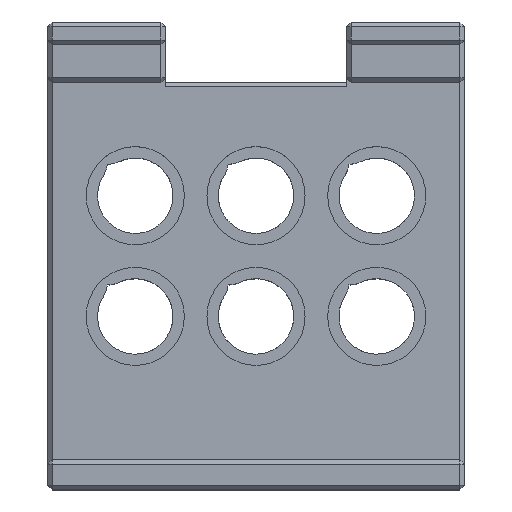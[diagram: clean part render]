
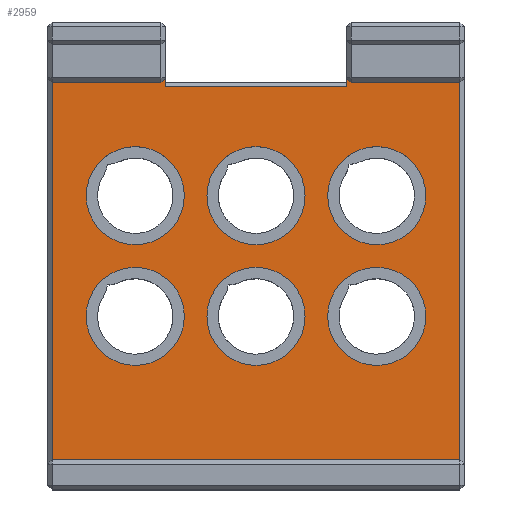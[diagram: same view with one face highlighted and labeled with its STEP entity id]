
A CAD part, top view. The second image highlights one B-rep face of the part: STEP entity #2959.
In plain terms, the highlighted planar face has unit normal (0, 0, 1).
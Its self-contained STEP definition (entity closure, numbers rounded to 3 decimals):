
#21=FACE_BOUND('',#436,.T.);
#22=FACE_BOUND('',#437,.T.);
#23=FACE_BOUND('',#438,.T.);
#24=FACE_BOUND('',#439,.T.);
#25=FACE_BOUND('',#440,.T.);
#26=FACE_BOUND('',#441,.T.);
#51=PLANE('',#3218);
#238=FACE_OUTER_BOUND('',#435,.T.);
#435=EDGE_LOOP('',(#2243,#2244,#2245,#2246,#2247,#2248,#2249,#2250,#2251,
#2252));
#436=EDGE_LOOP('',(#2253));
#437=EDGE_LOOP('',(#2254));
#438=EDGE_LOOP('',(#2255));
#439=EDGE_LOOP('',(#2256));
#440=EDGE_LOOP('',(#2257));
#441=EDGE_LOOP('',(#2258));
#684=LINE('',#4595,#1021);
#687=LINE('',#4601,#1024);
#688=LINE('',#4603,#1025);
#689=LINE('',#4605,#1026);
#690=LINE('',#4607,#1027);
#691=LINE('',#4609,#1028);
#692=LINE('',#4611,#1029);
#693=LINE('',#4613,#1030);
#694=LINE('',#4615,#1031);
#695=LINE('',#4616,#1032);
#1021=VECTOR('',#3645,10.);
#1024=VECTOR('',#3650,10.);
#1025=VECTOR('',#3651,10.);
#1026=VECTOR('',#3652,10.);
#1027=VECTOR('',#3653,10.);
#1028=VECTOR('',#3654,10.);
#1029=VECTOR('',#3655,10.);
#1030=VECTOR('',#3656,10.);
#1031=VECTOR('',#3657,10.);
#1032=VECTOR('',#3658,10.);
#1344=CIRCLE('',#3219,3.25);
#1345=CIRCLE('',#3220,3.25);
#1346=CIRCLE('',#3221,3.25);
#1347=CIRCLE('',#3222,3.25);
#1348=CIRCLE('',#3223,3.25);
#1349=CIRCLE('',#3224,3.25);
#1460=VERTEX_POINT('',#4592);
#1461=VERTEX_POINT('',#4594);
#1463=VERTEX_POINT('',#4600);
#1464=VERTEX_POINT('',#4602);
#1465=VERTEX_POINT('',#4604);
#1466=VERTEX_POINT('',#4606);
#1467=VERTEX_POINT('',#4608);
#1468=VERTEX_POINT('',#4610);
#1469=VERTEX_POINT('',#4612);
#1470=VERTEX_POINT('',#4614);
#1471=VERTEX_POINT('',#4617);
#1472=VERTEX_POINT('',#4619);
#1473=VERTEX_POINT('',#4621);
#1474=VERTEX_POINT('',#4623);
#1475=VERTEX_POINT('',#4625);
#1476=VERTEX_POINT('',#4627);
#1744=EDGE_CURVE('',#1460,#1461,#684,.T.);
#1747=EDGE_CURVE('',#1463,#1461,#687,.T.);
#1748=EDGE_CURVE('',#1460,#1464,#688,.T.);
#1749=EDGE_CURVE('',#1464,#1465,#689,.T.);
#1750=EDGE_CURVE('',#1466,#1465,#690,.T.);
#1751=EDGE_CURVE('',#1467,#1466,#691,.T.);
#1752=EDGE_CURVE('',#1468,#1467,#692,.F.);
#1753=EDGE_CURVE('',#1469,#1468,#693,.T.);
#1754=EDGE_CURVE('',#1470,#1469,#694,.F.);
#1755=EDGE_CURVE('',#1463,#1470,#695,.F.);
#1756=EDGE_CURVE('',#1471,#1471,#1344,.F.);
#1757=EDGE_CURVE('',#1472,#1472,#1345,.F.);
#1758=EDGE_CURVE('',#1473,#1473,#1346,.F.);
#1759=EDGE_CURVE('',#1474,#1474,#1347,.F.);
#1760=EDGE_CURVE('',#1475,#1475,#1348,.F.);
#1761=EDGE_CURVE('',#1476,#1476,#1349,.F.);
#2243=ORIENTED_EDGE('',*,*,#1747,.T.);
#2244=ORIENTED_EDGE('',*,*,#1744,.F.);
#2245=ORIENTED_EDGE('',*,*,#1748,.T.);
#2246=ORIENTED_EDGE('',*,*,#1749,.T.);
#2247=ORIENTED_EDGE('',*,*,#1750,.F.);
#2248=ORIENTED_EDGE('',*,*,#1751,.F.);
#2249=ORIENTED_EDGE('',*,*,#1752,.F.);
#2250=ORIENTED_EDGE('',*,*,#1753,.F.);
#2251=ORIENTED_EDGE('',*,*,#1754,.F.);
#2252=ORIENTED_EDGE('',*,*,#1755,.F.);
#2253=ORIENTED_EDGE('',*,*,#1756,.T.);
#2254=ORIENTED_EDGE('',*,*,#1757,.T.);
#2255=ORIENTED_EDGE('',*,*,#1758,.T.);
#2256=ORIENTED_EDGE('',*,*,#1759,.T.);
#2257=ORIENTED_EDGE('',*,*,#1760,.T.);
#2258=ORIENTED_EDGE('',*,*,#1761,.T.);
#2959=ADVANCED_FACE('',(#238,#21,#22,#23,#24,#25,#26),#51,.T.);
#3218=AXIS2_PLACEMENT_3D('',#4599,#3648,#3649);
#3219=AXIS2_PLACEMENT_3D('',#4618,#3659,#3660);
#3220=AXIS2_PLACEMENT_3D('',#4620,#3661,#3662);
#3221=AXIS2_PLACEMENT_3D('',#4622,#3663,#3664);
#3222=AXIS2_PLACEMENT_3D('',#4624,#3665,#3666);
#3223=AXIS2_PLACEMENT_3D('',#4626,#3667,#3668);
#3224=AXIS2_PLACEMENT_3D('',#4628,#3669,#3670);
#3645=DIRECTION('',(1.,0.,0.));
#3648=DIRECTION('center_axis',(0.,0.,1.));
#3649=DIRECTION('ref_axis',(1.,0.,0.));
#3650=DIRECTION('',(0.,-1.,0.));
#3651=DIRECTION('',(0.,1.,0.));
#3652=DIRECTION('',(-0.707,-0.707,0.));
#3653=DIRECTION('',(1.,0.,0.));
#3654=DIRECTION('',(0.,1.,0.));
#3655=DIRECTION('',(1.,0.,0.));
#3656=DIRECTION('',(0.,-1.,0.));
#3657=DIRECTION('',(-1.,0.,0.));
#3658=DIRECTION('',(-0.707,0.707,0.));
#3659=DIRECTION('center_axis',(0.,0.,1.));
#3660=DIRECTION('ref_axis',(-1.,0.,0.));
#3661=DIRECTION('center_axis',(0.,0.,1.));
#3662=DIRECTION('ref_axis',(-1.,0.,0.));
#3663=DIRECTION('center_axis',(0.,0.,1.));
#3664=DIRECTION('ref_axis',(-1.,0.,0.));
#3665=DIRECTION('center_axis',(0.,0.,1.));
#3666=DIRECTION('ref_axis',(-1.,0.,0.));
#3667=DIRECTION('center_axis',(0.,0.,1.));
#3668=DIRECTION('ref_axis',(-1.,0.,0.));
#3669=DIRECTION('center_axis',(0.,0.,1.));
#3670=DIRECTION('ref_axis',(-1.,0.,0.));
#4592=CARTESIAN_POINT('',(-6.,11.2,2.04));
#4594=CARTESIAN_POINT('',(6.,11.2,2.04));
#4595=CARTESIAN_POINT('',(-0.035,11.2,2.04));
#4599=CARTESIAN_POINT('Origin',(-0.069,-0.021,
2.04));
#4600=CARTESIAN_POINT('',(6.,11.8,2.04));
#4601=CARTESIAN_POINT('',(6.,6.825,2.04));
#4602=CARTESIAN_POINT('',(-6.,11.8,2.04));
#4603=CARTESIAN_POINT('',(-6.,6.805,2.04));
#4604=CARTESIAN_POINT('',(-6.3,11.5,2.04));
#4605=CARTESIAN_POINT('',(-7.548,10.252,2.04));
#4606=CARTESIAN_POINT('',(-13.5,11.5,2.04));
#4607=CARTESIAN_POINT('',(-5.192,11.5,2.04));
#4608=CARTESIAN_POINT('',(-13.5,-13.5,2.04));
#4609=CARTESIAN_POINT('',(-13.5,0.258,2.04));
#4610=CARTESIAN_POINT('',(13.5,-13.5,2.04));
#4611=CARTESIAN_POINT('',(-0.447,-13.5,2.04));
#4612=CARTESIAN_POINT('',(13.5,11.5,2.04));
#4613=CARTESIAN_POINT('',(13.5,0.258,2.04));
#4614=CARTESIAN_POINT('',(6.3,11.5,2.04));
#4615=CARTESIAN_POINT('',(4.865,11.5,2.04));
#4616=CARTESIAN_POINT('',(7.513,10.287,2.04));
#4617=CARTESIAN_POINT('',(11.25,4.,2.04));
#4618=CARTESIAN_POINT('Origin',(8.,4.,2.04));
#4619=CARTESIAN_POINT('',(11.25,-4.,2.04));
#4620=CARTESIAN_POINT('Origin',(8.,-4.,2.04));
#4621=CARTESIAN_POINT('',(3.25,4.,2.04));
#4622=CARTESIAN_POINT('Origin',(0.,4.,
2.04));
#4623=CARTESIAN_POINT('',(3.25,-4.,2.04));
#4624=CARTESIAN_POINT('Origin',(0.,-4.,
2.04));
#4625=CARTESIAN_POINT('',(-4.75,4.,2.04));
#4626=CARTESIAN_POINT('Origin',(-8.,4.,2.04));
#4627=CARTESIAN_POINT('',(-4.75,-4.,2.04));
#4628=CARTESIAN_POINT('Origin',(-8.,-4.,2.04));
